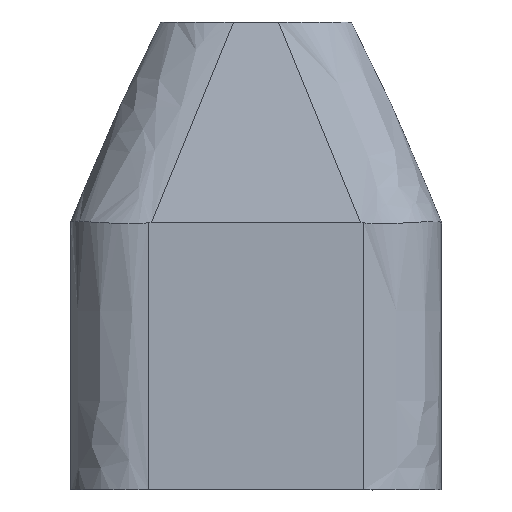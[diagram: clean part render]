
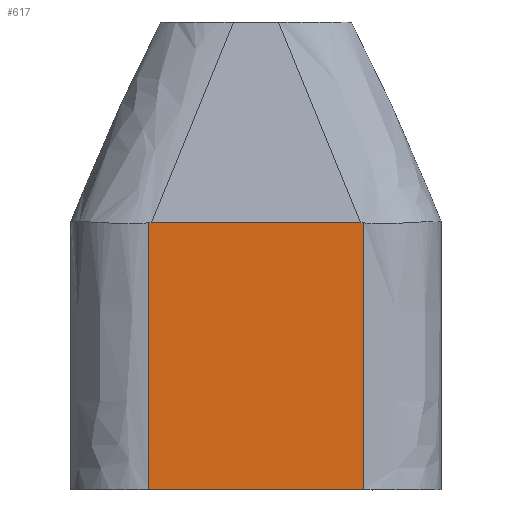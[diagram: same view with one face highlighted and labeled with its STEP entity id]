
A CAD part, front view. The second image highlights one B-rep face of the part: STEP entity #617.
In plain terms, the highlighted planar face has unit normal (0, -1, 0).
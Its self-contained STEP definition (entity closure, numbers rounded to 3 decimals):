
#29=LINE('',#1397,#49);
#35=LINE('',#1656,#55);
#49=VECTOR('',#687,10.);
#55=VECTOR('',#705,10.);
#71=PLANE('',#651);
#103=FACE_OUTER_BOUND('',#139,.T.);
#139=EDGE_LOOP('',(#543,#544,#545,#546,#547,#548));
#211=B_SPLINE_CURVE_WITH_KNOTS('',3,(#1603,#1604,#1605,#1606,#1607,#1608,
#1609),.UNSPECIFIED.,.F.,.F.,(4,3,4),(0.,0.04,
0.045),.UNSPECIFIED.);
#213=B_SPLINE_CURVE_WITH_KNOTS('',3,(#1650,#1651,#1652,#1653),
 .UNSPECIFIED.,.F.,.F.,(4,4),(-3.997,0.),
 .UNSPECIFIED.);
#214=B_SPLINE_CURVE_WITH_KNOTS('',3,(#1658,#1659,#1660,#1661),
 .UNSPECIFIED.,.F.,.F.,(4,4),(1.411,1.448),
 .UNSPECIFIED.);
#215=B_SPLINE_CURVE_WITH_KNOTS('',3,(#1662,#1663,#1664,#1665),
 .UNSPECIFIED.,.F.,.F.,(4,4),(0.,3.997),
 .UNSPECIFIED.);
#265=VERTEX_POINT('',#1382);
#266=VERTEX_POINT('',#1396);
#279=VERTEX_POINT('',#1597);
#280=VERTEX_POINT('',#1602);
#281=VERTEX_POINT('',#1655);
#282=VERTEX_POINT('',#1657);
#347=EDGE_CURVE('',#265,#266,#29,.T.);
#369=EDGE_CURVE('',#279,#280,#211,.T.);
#371=EDGE_CURVE('',#280,#265,#213,.T.);
#372=EDGE_CURVE('',#281,#279,#35,.T.);
#373=EDGE_CURVE('',#282,#281,#214,.T.);
#374=EDGE_CURVE('',#266,#282,#215,.T.);
#543=ORIENTED_EDGE('',*,*,#371,.F.);
#544=ORIENTED_EDGE('',*,*,#369,.F.);
#545=ORIENTED_EDGE('',*,*,#372,.F.);
#546=ORIENTED_EDGE('',*,*,#373,.F.);
#547=ORIENTED_EDGE('',*,*,#374,.F.);
#548=ORIENTED_EDGE('',*,*,#347,.F.);
#617=ADVANCED_FACE('',(#103),#71,.T.);
#651=AXIS2_PLACEMENT_3D('',#1654,#703,#704);
#687=DIRECTION('',(-1.,0.,0.));
#703=DIRECTION('center_axis',(0.,-1.,0.));
#704=DIRECTION('ref_axis',(1.,0.,0.));
#705=DIRECTION('',(1.,0.,0.));
#1382=CARTESIAN_POINT('',(16.083,-12.5,0.));
#1396=CARTESIAN_POINT('',(-16.083,-12.5,0.));
#1397=CARTESIAN_POINT('',(27.75,-12.5,0.));
#1597=CARTESIAN_POINT('',(15.636,-12.5,40.));
#1602=CARTESIAN_POINT('',(16.083,-12.5,39.967));
#1603=CARTESIAN_POINT('Ctrl Pts',(15.636,-12.5,40.));
#1604=CARTESIAN_POINT('Ctrl Pts',(15.77,-12.5,40.));
#1605=CARTESIAN_POINT('Ctrl Pts',(15.904,-12.5,39.991));
#1606=CARTESIAN_POINT('Ctrl Pts',(16.038,-12.5,39.973));
#1607=CARTESIAN_POINT('Ctrl Pts',(16.053,-12.5,39.971));
#1608=CARTESIAN_POINT('Ctrl Pts',(16.068,-12.5,39.969));
#1609=CARTESIAN_POINT('Ctrl Pts',(16.083,-12.5,39.967));
#1650=CARTESIAN_POINT('Ctrl Pts',(16.083,-12.5,39.967));
#1651=CARTESIAN_POINT('Ctrl Pts',(16.083,-12.5,26.642));
#1652=CARTESIAN_POINT('Ctrl Pts',(16.083,-12.5,13.325));
#1653=CARTESIAN_POINT('Ctrl Pts',(16.083,-12.5,0.));
#1654=CARTESIAN_POINT('Origin',(-27.75,-12.5,0.));
#1655=CARTESIAN_POINT('',(-15.636,-12.5,40.));
#1656=CARTESIAN_POINT('',(27.75,-12.5,40.));
#1657=CARTESIAN_POINT('',(-16.083,-12.5,39.967));
#1658=CARTESIAN_POINT('Ctrl Pts',(-16.083,-12.5,39.967));
#1659=CARTESIAN_POINT('Ctrl Pts',(-15.935,-12.5,39.988));
#1660=CARTESIAN_POINT('Ctrl Pts',(-15.786,-12.5,40.));
#1661=CARTESIAN_POINT('Ctrl Pts',(-15.636,-12.5,40.));
#1662=CARTESIAN_POINT('Ctrl Pts',(-16.083,-12.5,0.));
#1663=CARTESIAN_POINT('Ctrl Pts',(-16.083,-12.5,13.325));
#1664=CARTESIAN_POINT('Ctrl Pts',(-16.083,-12.5,26.642));
#1665=CARTESIAN_POINT('Ctrl Pts',(-16.083,-12.5,39.967));
